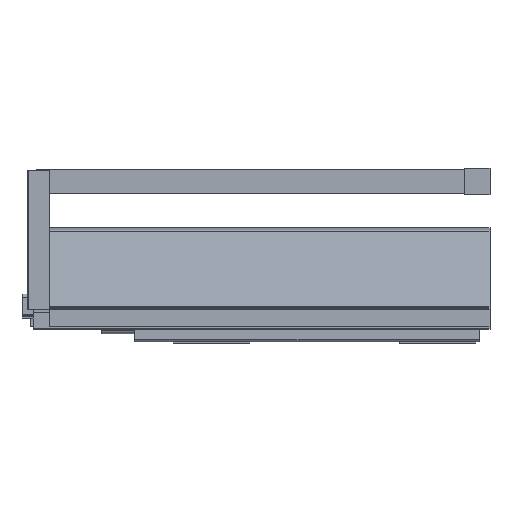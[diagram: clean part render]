
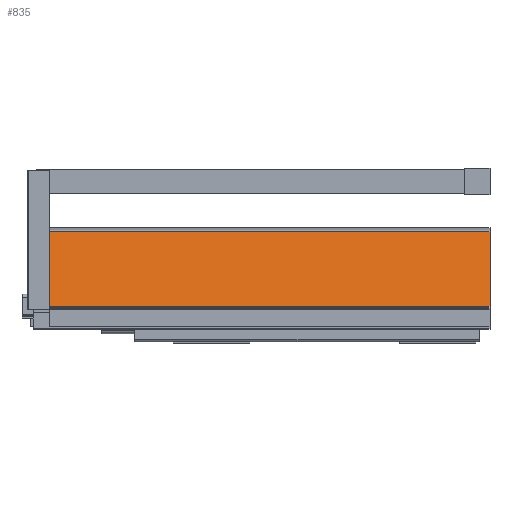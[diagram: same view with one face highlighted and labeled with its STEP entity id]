
A CAD part, top view. The second image highlights one B-rep face of the part: STEP entity #835.
In plain terms, the highlighted planar face has unit normal (0, 0.208, 0.978).
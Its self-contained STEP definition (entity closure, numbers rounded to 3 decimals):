
#33 = VERTEX_POINT ( 'NONE', #10713 ) ;
#735 = LINE ( 'NONE', #4459, #9641 ) ;
#835 = ADVANCED_FACE ( 'NONE', ( #5342 ), #7021, .T. ) ;
#1331 = EDGE_CURVE ( 'NONE', #5484, #33, #735, .T. ) ;
#1464 = CARTESIAN_POINT ( 'NONE',  ( 0., 80.422, 21.003 ) ) ;
#1473 = DIRECTION ( 'NONE',  ( 1., 0., 0. ) ) ;
#3306 = CARTESIAN_POINT ( 'NONE',  ( -392., 80.422, 21.003 ) ) ;
#3310 = DIRECTION ( 'NONE',  ( 0., -0.978, 0.208 ) ) ;
#3375 = CARTESIAN_POINT ( 'NONE',  ( -392., 80.422, 21.003 ) ) ;
#3554 = ORIENTED_EDGE ( 'NONE', *, *, #1331, .T. ) ;
#4228 = LINE ( 'NONE', #3306, #5870 ) ;
#4376 = DIRECTION ( 'NONE',  ( 1., 0., 0. ) ) ;
#4459 = CARTESIAN_POINT ( 'NONE',  ( -375.5, 80.422, 21.003 ) ) ;
#4644 = EDGE_CURVE ( 'NONE', #5484, #9176, #4228, .T. ) ;
#5043 = CARTESIAN_POINT ( 'NONE',  ( 0., 17.084, 34.466 ) ) ;
#5107 = LINE ( 'NONE', #8786, #8899 ) ;
#5196 = DIRECTION ( 'NONE',  ( 0., -0.978, 0.208 ) ) ;
#5342 = FACE_OUTER_BOUND ( 'NONE', #7087, .T. ) ;
#5484 = VERTEX_POINT ( 'NONE', #10637 ) ;
#5828 = CARTESIAN_POINT ( 'NONE',  ( 0., 80.422, 21.003 ) ) ;
#5870 = VECTOR ( 'NONE', #1473, 1000. ) ;
#6021 = VERTEX_POINT ( 'NONE', #5043 ) ;
#6560 = AXIS2_PLACEMENT_3D ( 'NONE', #3375, #7927, #3310 ) ;
#7021 = PLANE ( 'NONE',  #6560 ) ;
#7087 = EDGE_LOOP ( 'NONE', ( #8258, #3554, #10135, #11810 ) ) ;
#7927 = DIRECTION ( 'NONE',  ( 0., 0.208, 0.978 ) ) ;
#8155 = DIRECTION ( 'NONE',  ( 0., -0.978, 0.208 ) ) ;
#8258 = ORIENTED_EDGE ( 'NONE', *, *, #4644, .F. ) ;
#8786 = CARTESIAN_POINT ( 'NONE',  ( 0., 17.084, 34.466 ) ) ;
#8819 = EDGE_CURVE ( 'NONE', #33, #6021, #5107, .T. ) ;
#8899 = VECTOR ( 'NONE', #4376, 1000. ) ;
#9176 = VERTEX_POINT ( 'NONE', #5828 ) ;
#9641 = VECTOR ( 'NONE', #8155, 1000. ) ;
#9744 = EDGE_CURVE ( 'NONE', #9176, #6021, #9794, .T. ) ;
#9794 = LINE ( 'NONE', #1464, #10511 ) ;
#10135 = ORIENTED_EDGE ( 'NONE', *, *, #8819, .T. ) ;
#10511 = VECTOR ( 'NONE', #5196, 1000. ) ;
#10637 = CARTESIAN_POINT ( 'NONE',  ( -375.5, 80.422, 21.003 ) ) ;
#10713 = CARTESIAN_POINT ( 'NONE',  ( -375.5, 17.084, 34.466 ) ) ;
#11810 = ORIENTED_EDGE ( 'NONE', *, *, #9744, .F. ) ;
